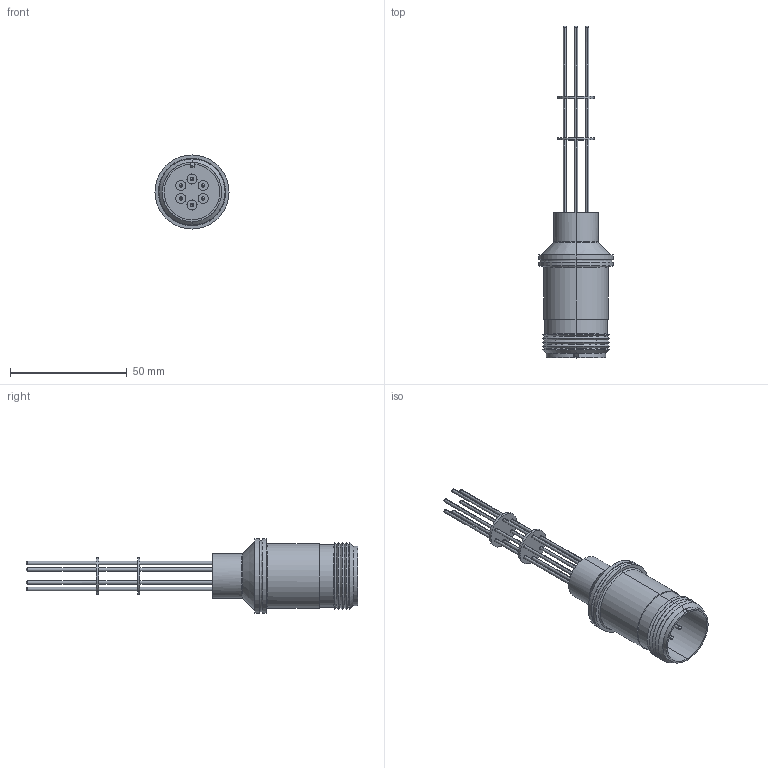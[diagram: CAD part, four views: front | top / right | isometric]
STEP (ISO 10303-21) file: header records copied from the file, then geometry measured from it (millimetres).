
FILE_DESCRIPTION (( 'STEP AP214' ), '1' );
FILE_NAME ('221-10AL700-6.STEP', '2016-09-29T09:52:59', ( 'allectra' ), ( 'Microsoft' ), 'SwSTEP 2.0', 'SolidWorks 2014', '' );
FILE_SCHEMA (( 'AUTOMOTIVE_DESIGN' ));
Length unit declared in the file: millimetre
Products named in the file (2): 221-10AL700-6
Bounding box: 31.75 x 142.11 x 31.75 mm (x, y, z)
Volume: 10792.7 mm3; surface area: 18824.7 mm2
Topology: 1 solids, 1 shells, 226 faces, 511 edges, 331 vertices
Faces by surface type: cylinder 112, plane 58, bspline 32, cone 24
Entity records: 7104 total; most frequent: CARTESIAN_POINT 1851, DIRECTION 1188, ORIENTED_EDGE 1022, AXIS2_PLACEMENT_3D 516, EDGE_CURVE 511, VERTEX_POINT 331, CIRCLE 320, EDGE_LOOP 290
